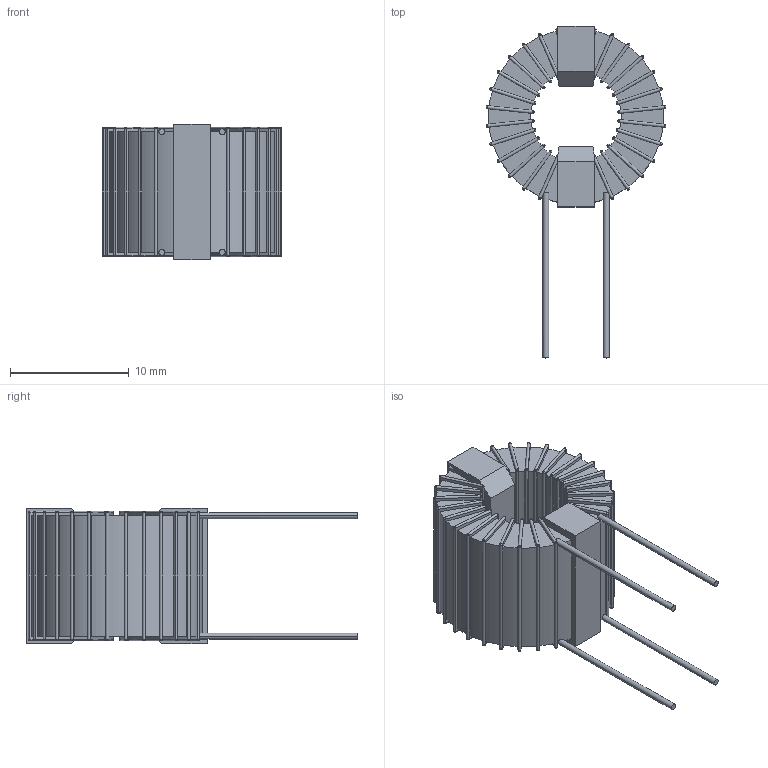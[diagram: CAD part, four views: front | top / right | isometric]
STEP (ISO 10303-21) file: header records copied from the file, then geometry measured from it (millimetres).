
FILE_DESCRIPTION((''),'2;1');
FILE_NAME('7106-RC','2012-08-14T',('ryans'),('Bourns, Inc.'),'PRO/ENGINEER BY PARAMETRIC TECHNOLOGY CORPORATION, 2010100','PRO/ENGINEER BY PARAMETRIC TECHNOLOGY CORPORATION, 2010100','');
FILE_SCHEMA(('CONFIG_CONTROL_DESIGN'));
Length unit declared in the file: inch
Products named in the file (1): 7106-RC
Bounding box: 15.16 x 27.94 x 11.43 mm (x, y, z)
Volume: 1443.7 mm3; surface area: 1449.6 mm2
Topology: 1 solids, 1 shells, 496 faces, 1144 edges, 692 vertices
Faces by surface type: sphere 192, cylinder 158, plane 146
Entity records: 14432 total; most frequent: CARTESIAN_POINT 2862, DIRECTION 2616, ORIENTED_EDGE 2288, EDGE_CURVE 1144, AXIS2_PLACEMENT_3D 1050, VERTEX_POINT 692, CIRCLE 554, EDGE_LOOP 540
